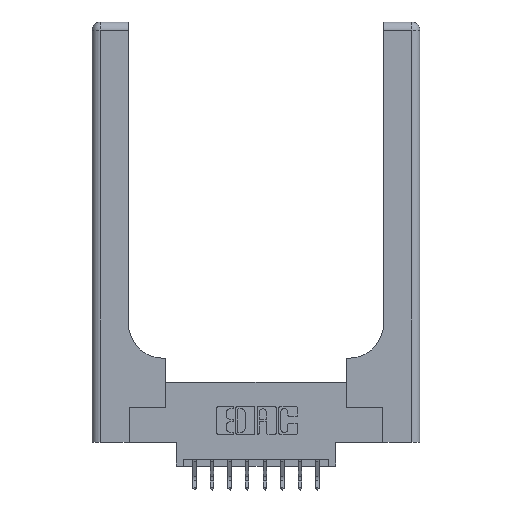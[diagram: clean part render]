
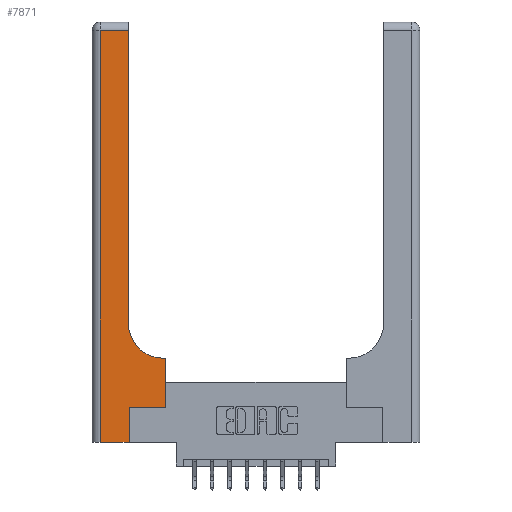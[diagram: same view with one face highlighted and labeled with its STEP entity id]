
A CAD part, top view. The second image highlights one B-rep face of the part: STEP entity #7871.
In plain terms, the highlighted planar face has unit normal (0, 0, 1).
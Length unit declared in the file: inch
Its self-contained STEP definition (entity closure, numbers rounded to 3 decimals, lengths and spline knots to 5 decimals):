
#465 = VERTEX_POINT ( 'NONE', #7826 ) ;
#1148 = VECTOR ( 'NONE', #12600, 39.37008 ) ;
#1182 = DIRECTION ( 'NONE',  ( 1., 0., 0. ) ) ;
#1446 = CARTESIAN_POINT ( 'NONE',  ( 0.528, 0.6, 0.37 ) ) ;
#1535 = LINE ( 'NONE', #6433, #4214 ) ;
#2214 = LINE ( 'NONE', #5996, #8978 ) ;
#2447 = CARTESIAN_POINT ( 'NONE',  ( 0.51, 0.6, 0.37 ) ) ;
#2496 = ORIENTED_EDGE ( 'NONE', *, *, #11783, .T. ) ;
#3678 = DIRECTION ( 'NONE',  ( 0., 0., -1. ) ) ;
#3687 = DIRECTION ( 'NONE',  ( 0., 0., -1. ) ) ;
#3696 = ORIENTED_EDGE ( 'NONE', *, *, #11456, .T. ) ;
#3783 = ORIENTED_EDGE ( 'NONE', *, *, #8845, .T. ) ;
#4214 = VECTOR ( 'NONE', #14930, 39.37008 ) ;
#4335 = CARTESIAN_POINT ( 'NONE',  ( 0.26, 2.94, 0.37 ) ) ;
#4519 = DIRECTION ( 'NONE',  ( -1., 0., 0. ) ) ;
#4816 = PLANE ( 'NONE',  #6945 ) ;
#5073 = CARTESIAN_POINT ( 'NONE',  ( 0.265, 0., 0.37 ) ) ;
#5519 = VERTEX_POINT ( 'NONE', #13389 ) ;
#5609 = CARTESIAN_POINT ( 'NONE',  ( 0.265, 0.25, 0.37 ) ) ;
#5904 = DIRECTION ( 'NONE',  ( 0., -1., 0. ) ) ;
#5996 = CARTESIAN_POINT ( 'NONE',  ( 0.06, 3., 0.37 ) ) ;
#6088 = DIRECTION ( 'NONE',  ( -1., 0., 0. ) ) ;
#6152 = DIRECTION ( 'NONE',  ( -1., 0., 0. ) ) ;
#6172 = VECTOR ( 'NONE', #1182, 39.37008 ) ;
#6233 = VECTOR ( 'NONE', #9210, 39.37008 ) ;
#6272 = LINE ( 'NONE', #13663, #9232 ) ;
#6319 = CARTESIAN_POINT ( 'NONE',  ( 0.26, 0.6, 0.37 ) ) ;
#6433 = CARTESIAN_POINT ( 'NONE',  ( 0.265, 0.25, 0.37 ) ) ;
#6437 = EDGE_CURVE ( 'NONE', #8960, #11839, #13985, .T. ) ;
#6499 = CARTESIAN_POINT ( 'NONE',  ( 0.26, 3., 0.37 ) ) ;
#6943 = AXIS2_PLACEMENT_3D ( 'NONE', #12117, #3687, #14587 ) ;
#6945 = AXIS2_PLACEMENT_3D ( 'NONE', #14498, #3678, #6152 ) ;
#7246 = ORIENTED_EDGE ( 'NONE', *, *, #6437, .T. ) ;
#7285 = LINE ( 'NONE', #6319, #8076 ) ;
#7353 = FACE_OUTER_BOUND ( 'NONE', #15482, .T. ) ;
#7435 = VERTEX_POINT ( 'NONE', #9107 ) ;
#7783 = EDGE_CURVE ( 'NONE', #7435, #8960, #8323, .T. ) ;
#7826 = CARTESIAN_POINT ( 'NONE',  ( 0.528, 0.25, 0.37 ) ) ;
#7871 = ADVANCED_FACE ( 'NONE', ( #7353 ), #4816, .F. ) ;
#8076 = VECTOR ( 'NONE', #6088, 39.37008 ) ;
#8315 = CARTESIAN_POINT ( 'NONE',  ( 0.26, 0.85, 0.37 ) ) ;
#8323 = LINE ( 'NONE', #10971, #6172 ) ;
#8354 = EDGE_CURVE ( 'NONE', #5519, #7435, #2214, .T. ) ;
#8379 = ORIENTED_EDGE ( 'NONE', *, *, #12148, .T. ) ;
#8509 = ORIENTED_EDGE ( 'NONE', *, *, #15298, .T. ) ;
#8845 = EDGE_CURVE ( 'NONE', #465, #12835, #6272, .T. ) ;
#8899 = CARTESIAN_POINT ( 'NONE',  ( 0.265, 0., 0.37 ) ) ;
#8960 = VERTEX_POINT ( 'NONE', #5073 ) ;
#8978 = VECTOR ( 'NONE', #5904, 39.37008 ) ;
#9107 = CARTESIAN_POINT ( 'NONE',  ( 0.06, 0., 0.37 ) ) ;
#9210 = DIRECTION ( 'NONE',  ( 0., 1., 0. ) ) ;
#9232 = VECTOR ( 'NONE', #11090, 39.37008 ) ;
#10614 = ORIENTED_EDGE ( 'NONE', *, *, #8354, .T. ) ;
#10971 = CARTESIAN_POINT ( 'NONE',  ( 0., 0., 0.37 ) ) ;
#11090 = DIRECTION ( 'NONE',  ( 0., 1., 0. ) ) ;
#11198 = VERTEX_POINT ( 'NONE', #2447 ) ;
#11456 = EDGE_CURVE ( 'NONE', #11839, #465, #1535, .T. ) ;
#11783 = EDGE_CURVE ( 'NONE', #15556, #11882, #13963, .T. ) ;
#11839 = VERTEX_POINT ( 'NONE', #5609 ) ;
#11882 = VERTEX_POINT ( 'NONE', #4335 ) ;
#12117 = CARTESIAN_POINT ( 'NONE',  ( 0.51, 0.85, 0.37 ) ) ;
#12148 = EDGE_CURVE ( 'NONE', #12835, #11198, #7285, .T. ) ;
#12538 = EDGE_CURVE ( 'NONE', #11882, #5519, #12692, .T. ) ;
#12600 = DIRECTION ( 'NONE',  ( 0., 1., 0. ) ) ;
#12607 = VECTOR ( 'NONE', #4519, 39.37008 ) ;
#12623 = CARTESIAN_POINT ( 'NONE',  ( 0., 2.94, 0.37 ) ) ;
#12692 = LINE ( 'NONE', #12623, #12607 ) ;
#12835 = VERTEX_POINT ( 'NONE', #1446 ) ;
#13389 = CARTESIAN_POINT ( 'NONE',  ( 0.06, 2.94, 0.37 ) ) ;
#13519 = CIRCLE ( 'NONE', #6943, 0.25 ) ;
#13663 = CARTESIAN_POINT ( 'NONE',  ( 0.528, 0.25, 0.37 ) ) ;
#13963 = LINE ( 'NONE', #6499, #1148 ) ;
#13969 = ORIENTED_EDGE ( 'NONE', *, *, #12538, .T. ) ;
#13985 = LINE ( 'NONE', #8899, #6233 ) ;
#14163 = ORIENTED_EDGE ( 'NONE', *, *, #7783, .T. ) ;
#14498 = CARTESIAN_POINT ( 'NONE',  ( 0., 3., 0.37 ) ) ;
#14587 = DIRECTION ( 'NONE',  ( 1., 0., 0. ) ) ;
#14930 = DIRECTION ( 'NONE',  ( 1., 0., 0. ) ) ;
#15298 = EDGE_CURVE ( 'NONE', #11198, #15556, #13519, .T. ) ;
#15482 = EDGE_LOOP ( 'NONE', ( #2496, #13969, #10614, #14163, #7246, #3696, #3783, #8379, #8509 ) ) ;
#15556 = VERTEX_POINT ( 'NONE', #8315 ) ;
